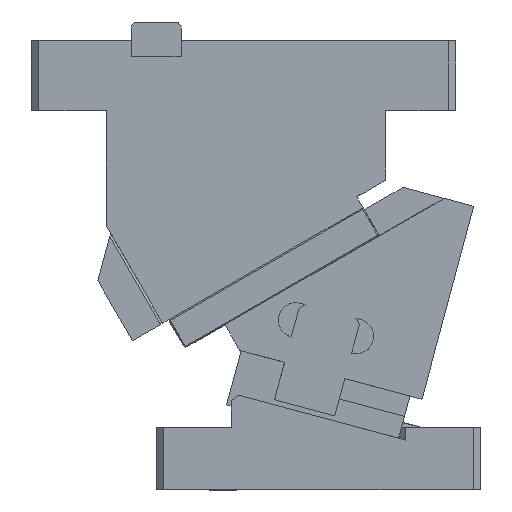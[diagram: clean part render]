
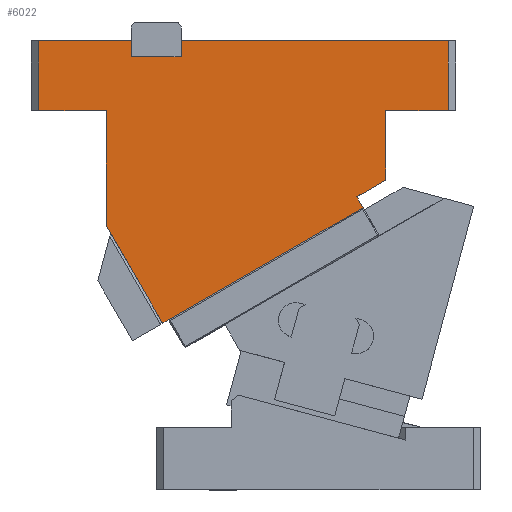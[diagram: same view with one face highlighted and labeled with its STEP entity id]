
A CAD part, front view. The second image highlights one B-rep face of the part: STEP entity #6022.
In plain terms, the highlighted planar face has unit normal (0, -1, 0).
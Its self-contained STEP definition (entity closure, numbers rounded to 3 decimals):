
#5482=CARTESIAN_POINT('Vertex',(-20.,0.,152.)) ;
#5485=CARTESIAN_POINT('Line Origine',(-33.5,0.,152.)) ;
#5489=CARTESIAN_POINT('Vertex',(-47.,0.,152.)) ;
#5868=CARTESIAN_POINT('Line Origine',(-20.,0.,128.993)) ;
#5872=CARTESIAN_POINT('Vertex',(-20.,0.,105.987)) ;
#5887=CARTESIAN_POINT('Axis2P3D Location',(4.966,0.,68.144)) ;
#5892=CARTESIAN_POINT('Line Origine',(81.659,0.,115.309)) ;
#5896=CARTESIAN_POINT('Vertex',(80.409,0.,117.474)) ;
#5898=CARTESIAN_POINT('Vertex',(82.909,0.,113.144)) ;
#5901=CARTESIAN_POINT('Line Origine',(86.204,0.,120.82)) ;
#5905=CARTESIAN_POINT('Vertex',(92.,0.,124.166)) ;
#5908=CARTESIAN_POINT('Line Origine',(92.,0.,138.083)) ;
#5912=CARTESIAN_POINT('Vertex',(92.,0.,152.)) ;
#5915=CARTESIAN_POINT('Line Origine',(104.5,0.,152.)) ;
#5919=CARTESIAN_POINT('Vertex',(117.,0.,152.)) ;
#5922=CARTESIAN_POINT('Line Origine',(117.,0.,166.)) ;
#5926=CARTESIAN_POINT('Vertex',(117.,0.,180.)) ;
#5929=CARTESIAN_POINT('Line Origine',(63.5,0.,180.)) ;
#5933=CARTESIAN_POINT('Vertex',(10.,0.,180.)) ;
#5936=CARTESIAN_POINT('Line Origine',(10.,0.,176.75)) ;
#5940=CARTESIAN_POINT('Vertex',(10.,0.,173.5)) ;
#5943=CARTESIAN_POINT('Line Origine',(0.,0.,173.5)) ;
#5947=CARTESIAN_POINT('Vertex',(-10.,0.,173.5)) ;
#5950=CARTESIAN_POINT('Line Origine',(-10.,0.,176.75)) ;
#5954=CARTESIAN_POINT('Vertex',(-10.,0.,180.)) ;
#5957=CARTESIAN_POINT('Line Origine',(-28.5,0.,180.)) ;
#5961=CARTESIAN_POINT('Vertex',(-47.,0.,180.)) ;
#5964=CARTESIAN_POINT('Line Origine',(-47.,0.,166.)) ;
#5969=CARTESIAN_POINT('Line Origine',(-17.311,0.,101.329)) ;
#5973=CARTESIAN_POINT('Vertex',(-14.622,0.,96.672)) ;
#5976=CARTESIAN_POINT('Line Origine',(-9.872,0.,88.445)) ;
#5980=CARTESIAN_POINT('Vertex',(-5.122,0.,80.217)) ;
#5983=CARTESIAN_POINT('Line Origine',(-1.247,0.,73.506)) ;
#5987=CARTESIAN_POINT('Vertex',(2.628,0.,66.794)) ;
#5990=CARTESIAN_POINT('Line Origine',(3.797,0.,67.469)) ;
#5994=CARTESIAN_POINT('Vertex',(4.966,0.,68.144)) ;
#5997=CARTESIAN_POINT('Line Origine',(43.937,0.,90.644)) ;
#5486=DIRECTION('Vector Direction',(-1.,0.,0.)) ;
#5869=DIRECTION('Vector Direction',(0.,0.,-1.)) ;
#5888=DIRECTION('Axis2P3D Direction',(0.,-1.,0.)) ;
#5889=DIRECTION('Axis2P3D XDirection',(0.866,0.,0.5)) ;
#5893=DIRECTION('Vector Direction',(0.5,0.,-0.866)) ;
#5902=DIRECTION('Vector Direction',(0.866,0.,0.5)) ;
#5909=DIRECTION('Vector Direction',(0.,0.,1.)) ;
#5916=DIRECTION('Vector Direction',(1.,0.,0.)) ;
#5923=DIRECTION('Vector Direction',(0.,0.,1.)) ;
#5930=DIRECTION('Vector Direction',(1.,0.,0.)) ;
#5937=DIRECTION('Vector Direction',(0.,0.,1.)) ;
#5944=DIRECTION('Vector Direction',(1.,0.,0.)) ;
#5951=DIRECTION('Vector Direction',(0.,0.,-1.)) ;
#5958=DIRECTION('Vector Direction',(1.,0.,0.)) ;
#5965=DIRECTION('Vector Direction',(0.,0.,-1.)) ;
#5970=DIRECTION('Vector Direction',(-0.5,0.,0.866)) ;
#5977=DIRECTION('Vector Direction',(0.5,0.,-0.866)) ;
#5984=DIRECTION('Vector Direction',(-0.5,0.,0.866)) ;
#5991=DIRECTION('Vector Direction',(0.866,0.,0.5)) ;
#5998=DIRECTION('Vector Direction',(0.866,0.,0.5)) ;
#5890=AXIS2_PLACEMENT_3D('Plane Axis2P3D',#5887,#5888,#5889) ;
#6003=ORIENTED_EDGE('',*,*,#5900,.F.) ;
#6004=ORIENTED_EDGE('',*,*,#5907,.T.) ;
#6005=ORIENTED_EDGE('',*,*,#5914,.T.) ;
#6006=ORIENTED_EDGE('',*,*,#5921,.T.) ;
#6007=ORIENTED_EDGE('',*,*,#5928,.T.) ;
#6008=ORIENTED_EDGE('',*,*,#5935,.F.) ;
#6009=ORIENTED_EDGE('',*,*,#5942,.F.) ;
#6010=ORIENTED_EDGE('',*,*,#5949,.F.) ;
#6011=ORIENTED_EDGE('',*,*,#5956,.F.) ;
#6012=ORIENTED_EDGE('',*,*,#5963,.F.) ;
#6013=ORIENTED_EDGE('',*,*,#5968,.T.) ;
#6014=ORIENTED_EDGE('',*,*,#5491,.T.) ;
#6015=ORIENTED_EDGE('',*,*,#5874,.T.) ;
#6016=ORIENTED_EDGE('',*,*,#5975,.F.) ;
#6017=ORIENTED_EDGE('',*,*,#5982,.T.) ;
#6018=ORIENTED_EDGE('',*,*,#5989,.F.) ;
#6019=ORIENTED_EDGE('',*,*,#5996,.T.) ;
#6020=ORIENTED_EDGE('',*,*,#6001,.T.) ;
#5487=VECTOR('Line Direction',#5486,1.) ;
#5870=VECTOR('Line Direction',#5869,1.) ;
#5894=VECTOR('Line Direction',#5893,1.) ;
#5903=VECTOR('Line Direction',#5902,1.) ;
#5910=VECTOR('Line Direction',#5909,1.) ;
#5917=VECTOR('Line Direction',#5916,1.) ;
#5924=VECTOR('Line Direction',#5923,1.) ;
#5931=VECTOR('Line Direction',#5930,1.) ;
#5938=VECTOR('Line Direction',#5937,1.) ;
#5945=VECTOR('Line Direction',#5944,1.) ;
#5952=VECTOR('Line Direction',#5951,1.) ;
#5959=VECTOR('Line Direction',#5958,1.) ;
#5966=VECTOR('Line Direction',#5965,1.) ;
#5971=VECTOR('Line Direction',#5970,1.) ;
#5978=VECTOR('Line Direction',#5977,1.) ;
#5985=VECTOR('Line Direction',#5984,1.) ;
#5992=VECTOR('Line Direction',#5991,1.) ;
#5999=VECTOR('Line Direction',#5998,1.) ;
#6022=ADVANCED_FACE('CAM HOLDER',(#6021),#5891,.T.) ;
#5491=EDGE_CURVE('',#5490,#5483,#5488,.F.) ;
#5874=EDGE_CURVE('',#5483,#5873,#5871,.T.) ;
#5900=EDGE_CURVE('',#5897,#5899,#5895,.T.) ;
#5907=EDGE_CURVE('',#5897,#5906,#5904,.T.) ;
#5914=EDGE_CURVE('',#5906,#5913,#5911,.T.) ;
#5921=EDGE_CURVE('',#5913,#5920,#5918,.T.) ;
#5928=EDGE_CURVE('',#5920,#5927,#5925,.T.) ;
#5935=EDGE_CURVE('',#5934,#5927,#5932,.T.) ;
#5942=EDGE_CURVE('',#5941,#5934,#5939,.T.) ;
#5949=EDGE_CURVE('',#5948,#5941,#5946,.T.) ;
#5956=EDGE_CURVE('',#5955,#5948,#5953,.T.) ;
#5963=EDGE_CURVE('',#5962,#5955,#5960,.T.) ;
#5968=EDGE_CURVE('',#5962,#5490,#5967,.T.) ;
#5975=EDGE_CURVE('',#5974,#5873,#5972,.T.) ;
#5982=EDGE_CURVE('',#5974,#5981,#5979,.T.) ;
#5989=EDGE_CURVE('',#5988,#5981,#5986,.T.) ;
#5996=EDGE_CURVE('',#5988,#5995,#5993,.T.) ;
#6001=EDGE_CURVE('',#5995,#5899,#6000,.T.) ;
#6002=EDGE_LOOP('',(#6003,#6004,#6005,#6006,#6007,#6008,#6009,#6010,#6011,#6012,#6013,#6014,#6015,#6016,#6017,#6018,#6019,#6020)) ;
#6021=FACE_OUTER_BOUND('',#6002,.T.) ;
#5488=LINE('Line',#5485,#5487) ;
#5871=LINE('Line',#5868,#5870) ;
#5895=LINE('Line',#5892,#5894) ;
#5904=LINE('Line',#5901,#5903) ;
#5911=LINE('Line',#5908,#5910) ;
#5918=LINE('Line',#5915,#5917) ;
#5925=LINE('Line',#5922,#5924) ;
#5932=LINE('Line',#5929,#5931) ;
#5939=LINE('Line',#5936,#5938) ;
#5946=LINE('Line',#5943,#5945) ;
#5953=LINE('Line',#5950,#5952) ;
#5960=LINE('Line',#5957,#5959) ;
#5967=LINE('Line',#5964,#5966) ;
#5972=LINE('Line',#5969,#5971) ;
#5979=LINE('Line',#5976,#5978) ;
#5986=LINE('Line',#5983,#5985) ;
#5993=LINE('Line',#5990,#5992) ;
#6000=LINE('Line',#5997,#5999) ;
#5891=PLANE('Plane',#5890) ;
#5483=VERTEX_POINT('',#5482) ;
#5490=VERTEX_POINT('',#5489) ;
#5873=VERTEX_POINT('',#5872) ;
#5897=VERTEX_POINT('',#5896) ;
#5899=VERTEX_POINT('',#5898) ;
#5906=VERTEX_POINT('',#5905) ;
#5913=VERTEX_POINT('',#5912) ;
#5920=VERTEX_POINT('',#5919) ;
#5927=VERTEX_POINT('',#5926) ;
#5934=VERTEX_POINT('',#5933) ;
#5941=VERTEX_POINT('',#5940) ;
#5948=VERTEX_POINT('',#5947) ;
#5955=VERTEX_POINT('',#5954) ;
#5962=VERTEX_POINT('',#5961) ;
#5974=VERTEX_POINT('',#5973) ;
#5981=VERTEX_POINT('',#5980) ;
#5988=VERTEX_POINT('',#5987) ;
#5995=VERTEX_POINT('',#5994) ;
